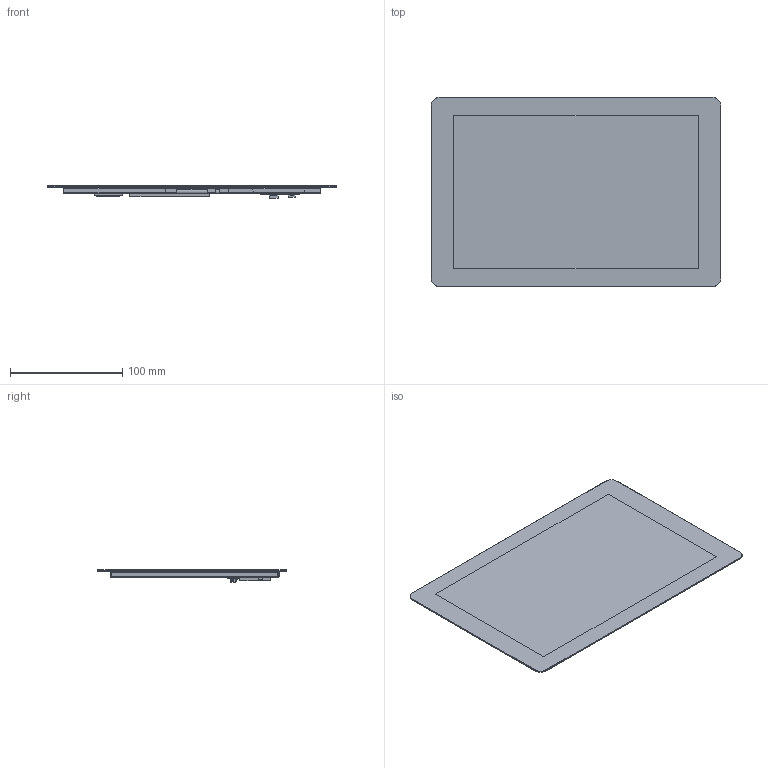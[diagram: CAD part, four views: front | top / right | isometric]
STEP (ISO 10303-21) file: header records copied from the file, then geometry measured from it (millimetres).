
FILE_DESCRIPTION(/* description */ (''),/* implementation_level */ '2;1');
FILE_NAME(/* name */ 'RVT101HVLNWC00_Rev.1.0.stp',/* time_stamp */ '2020-11-13T14:27:19+01:00',/* author */ ('Mateusz Natywa'),/* organization */ (''),/* preprocessor_version */ 'ST-DEVELOPER v17',/* originating_system */ 'Autodesk Inventor 2019',/* authorisation */ '');
FILE_SCHEMA (('AUTOMOTIVE_DESIGN { 1 0 10303 214 3 1 1 }'));
Length unit declared in the file: millimetre
Products named in the file (11): RVT101HVLNWC00_Rev.1.0; CTP; CG; SCA; SENSOR; FPC; DST; DST_2; RVT101HVLNWC00_Rev.1.0_1; DISP; FPC_1
Assembly tree (10 placements, depth 3):
  RVT101HVLNWC00_Rev.1.0
    CTP
      CG
      SCA
      SENSOR
      FPC
      DST
      DST_2
    RVT101HVLNWC00_Rev.1.0_1
      DISP
      FPC_1
Bounding box: 257.96 x 168.6 x 11.23 mm (x, y, z)
Volume: 230266 mm3; surface area: 335019.6 mm2
Topology: 12 solids, 12 shells, 523 faces, 1404 edges, 922 vertices
Faces by surface type: plane 448, cylinder 58, cone 8, bspline 5, sphere 4
Entity records: 16877 total; most frequent: CARTESIAN_POINT 2995, ORIENTED_EDGE 2808, DIRECTION 2596, EDGE_CURVE 1404, LINE 1270, VECTOR 1270, VERTEX_POINT 922, AXIS2_PLACEMENT_3D 663
